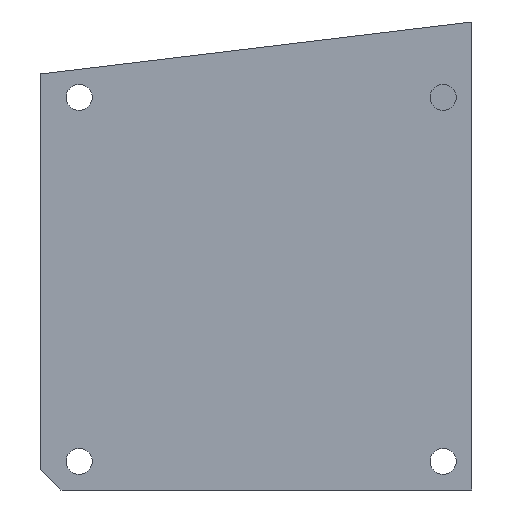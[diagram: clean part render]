
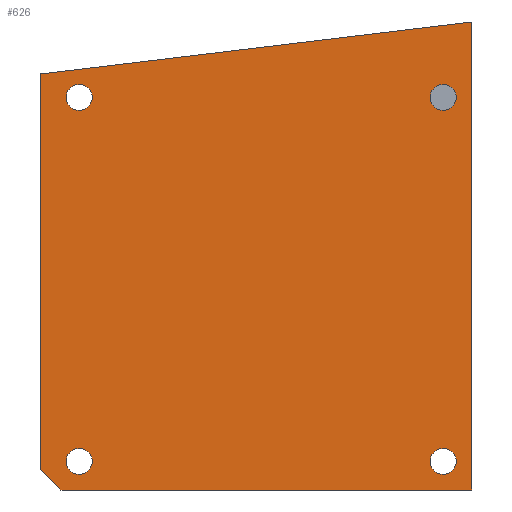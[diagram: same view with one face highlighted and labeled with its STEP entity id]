
A CAD part, left-side view. The second image highlights one B-rep face of the part: STEP entity #626.
In plain terms, the highlighted planar face has unit normal (-1, 0, 0).
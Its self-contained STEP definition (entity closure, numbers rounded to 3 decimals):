
#9 = CIRCLE ( 'NONE', #169, 1.25 ) ;
#23 = VERTEX_POINT ( 'NONE', #1204 ) ;
#39 = CIRCLE ( 'NONE', #617, 1.25 ) ;
#42 = VECTOR ( 'NONE', #512, 1000. ) ;
#48 = DIRECTION ( 'NONE',  ( 0., -1., 0. ) ) ;
#65 = CARTESIAN_POINT ( 'NONE',  ( -23.5, 2.75, -42.25 ) ) ;
#86 = CIRCLE ( 'NONE', #1164, 1.25 ) ;
#93 = CARTESIAN_POINT ( 'NONE',  ( -23.5, 41.5, -5. ) ) ;
#103 = CIRCLE ( 'NONE', #242, 1.25 ) ;
#115 = EDGE_LOOP ( 'NONE', ( #334, #1045 ) ) ;
#160 = CARTESIAN_POINT ( 'NONE',  ( -23.5, 2.75, -43.5 ) ) ;
#164 = DIRECTION ( 'NONE',  ( 0., 0., -1. ) ) ;
#169 = AXIS2_PLACEMENT_3D ( 'NONE', #1831, #1550, #164 ) ;
#174 = EDGE_LOOP ( 'NONE', ( #218, #1269, #1250, #1336, #360 ) ) ;
#176 = EDGE_CURVE ( 'NONE', #502, #506, #1288, .T. ) ;
#183 = VECTOR ( 'NONE', #327, 1000. ) ;
#192 = ORIENTED_EDGE ( 'NONE', *, *, #1606, .T. ) ;
#194 = VERTEX_POINT ( 'NONE', #974 ) ;
#202 = DIRECTION ( 'NONE',  ( 1., 0., 0. ) ) ;
#218 = ORIENTED_EDGE ( 'NONE', *, *, #294, .F. ) ;
#222 = VECTOR ( 'NONE', #1101, 1000. ) ;
#229 = DIRECTION ( 'NONE',  ( 0., 0., -1. ) ) ;
#231 = EDGE_LOOP ( 'NONE', ( #1913, #1592 ) ) ;
#234 = CARTESIAN_POINT ( 'NONE',  ( -23.5, 0., -45. ) ) ;
#242 = AXIS2_PLACEMENT_3D ( 'NONE', #1598, #1564, #655 ) ;
#250 = FACE_OUTER_BOUND ( 'NONE', #174, .T. ) ;
#261 = EDGE_CURVE ( 'NONE', #1276, #23, #86, .T. ) ;
#294 = EDGE_CURVE ( 'NONE', #1724, #928, #721, .T. ) ;
#327 = DIRECTION ( 'NONE',  ( 0., 0., -1. ) ) ;
#328 = VERTEX_POINT ( 'NONE', #1009 ) ;
#334 = ORIENTED_EDGE ( 'NONE', *, *, #1712, .F. ) ;
#338 = VERTEX_POINT ( 'NONE', #234 ) ;
#360 = ORIENTED_EDGE ( 'NONE', *, *, #1757, .F. ) ;
#363 = ORIENTED_EDGE ( 'NONE', *, *, #1647, .T. ) ;
#368 = CIRCLE ( 'NONE', #1249, 1.25 ) ;
#375 = DIRECTION ( 'NONE',  ( -1., 0., 0. ) ) ;
#383 = DIRECTION ( 'NONE',  ( 1., 0., 0. ) ) ;
#455 = DIRECTION ( 'NONE',  ( 0., 0., -1. ) ) ;
#460 = CARTESIAN_POINT ( 'NONE',  ( -23.5, 2.75, -7.25 ) ) ;
#473 = VERTEX_POINT ( 'NONE', #720 ) ;
#502 = VERTEX_POINT ( 'NONE', #1810 ) ;
#506 = VERTEX_POINT ( 'NONE', #1331 ) ;
#512 = DIRECTION ( 'NONE',  ( 0., 0., 1. ) ) ;
#513 = AXIS2_PLACEMENT_3D ( 'NONE', #1158, #717, #1617 ) ;
#520 = EDGE_CURVE ( 'NONE', #1724, #1149, #1885, .T. ) ;
#521 = EDGE_LOOP ( 'NONE', ( #995, #1091 ) ) ;
#530 = CARTESIAN_POINT ( 'NONE',  ( -23.5, 41.5, -5. ) ) ;
#536 = CARTESIAN_POINT ( 'NONE',  ( -23.5, 41.5, -45. ) ) ;
#553 = EDGE_CURVE ( 'NONE', #473, #338, #1721, .T. ) ;
#571 = CIRCLE ( 'NONE', #1350, 1.25 ) ;
#572 = CARTESIAN_POINT ( 'NONE',  ( -23.5, 0., -45. ) ) ;
#600 = FACE_BOUND ( 'NONE', #115, .T. ) ;
#617 = AXIS2_PLACEMENT_3D ( 'NONE', #65, #383, #1888 ) ;
#626 = ADVANCED_FACE ( 'NONE', ( #1212, #653, #1480, #250, #600 ), #1526, .F. ) ;
#653 = FACE_BOUND ( 'NONE', #1846, .T. ) ;
#655 = DIRECTION ( 'NONE',  ( 0., 0., -1. ) ) ;
#717 = DIRECTION ( 'NONE',  ( 1., 0., 0. ) ) ;
#720 = CARTESIAN_POINT ( 'NONE',  ( -23.5, 0., 0. ) ) ;
#721 = LINE ( 'NONE', #536, #42 ) ;
#754 = CARTESIAN_POINT ( 'NONE',  ( -23.5, 39.5, -45. ) ) ;
#764 = DIRECTION ( 'NONE',  ( 1., 0., 0. ) ) ;
#789 = VECTOR ( 'NONE', #48, 1000. ) ;
#811 = DIRECTION ( 'NONE',  ( 0., 0., -1. ) ) ;
#835 = CARTESIAN_POINT ( 'NONE',  ( -23.5, 41.5, -43. ) ) ;
#840 = EDGE_CURVE ( 'NONE', #194, #1172, #39, .T. ) ;
#851 = CARTESIAN_POINT ( 'NONE',  ( -23.5, 37.75, -6. ) ) ;
#912 = AXIS2_PLACEMENT_3D ( 'NONE', #982, #1581, #229 ) ;
#913 = LINE ( 'NONE', #957, #789 ) ;
#924 = CARTESIAN_POINT ( 'NONE',  ( -23.5, 0., 0. ) ) ;
#928 = VERTEX_POINT ( 'NONE', #530 ) ;
#957 = CARTESIAN_POINT ( 'NONE',  ( -23.5, 41.5, -45. ) ) ;
#974 = CARTESIAN_POINT ( 'NONE',  ( -23.5, 2.75, -41. ) ) ;
#982 = CARTESIAN_POINT ( 'NONE',  ( -23.5, 2.75, -7.25 ) ) ;
#995 = ORIENTED_EDGE ( 'NONE', *, *, #1848, .T. ) ;
#1009 = CARTESIAN_POINT ( 'NONE',  ( -23.5, 37.75, -8.5 ) ) ;
#1045 = ORIENTED_EDGE ( 'NONE', *, *, #261, .F. ) ;
#1091 = ORIENTED_EDGE ( 'NONE', *, *, #840, .T. ) ;
#1101 = DIRECTION ( 'NONE',  ( 0., -0.993, 0.12 ) ) ;
#1106 = CARTESIAN_POINT ( 'NONE',  ( -23.5, 37.75, -7.25 ) ) ;
#1132 = AXIS2_PLACEMENT_3D ( 'NONE', #924, #764, #1817 ) ;
#1149 = VERTEX_POINT ( 'NONE', #754 ) ;
#1158 = CARTESIAN_POINT ( 'NONE',  ( -23.5, 2.75, -42.25 ) ) ;
#1164 = AXIS2_PLACEMENT_3D ( 'NONE', #1274, #375, #811 ) ;
#1172 = VERTEX_POINT ( 'NONE', #160 ) ;
#1204 = CARTESIAN_POINT ( 'NONE',  ( -23.5, 37.75, -43.5 ) ) ;
#1212 = FACE_BOUND ( 'NONE', #231, .T. ) ;
#1249 = AXIS2_PLACEMENT_3D ( 'NONE', #1106, #202, #1871 ) ;
#1250 = ORIENTED_EDGE ( 'NONE', *, *, #1279, .T. ) ;
#1269 = ORIENTED_EDGE ( 'NONE', *, *, #520, .T. ) ;
#1274 = CARTESIAN_POINT ( 'NONE',  ( -23.5, 37.75, -42.25 ) ) ;
#1276 = VERTEX_POINT ( 'NONE', #1864 ) ;
#1279 = EDGE_CURVE ( 'NONE', #1149, #338, #913, .T. ) ;
#1288 = CIRCLE ( 'NONE', #912, 1.25 ) ;
#1330 = DIRECTION ( 'NONE',  ( 1., 0., 0. ) ) ;
#1331 = CARTESIAN_POINT ( 'NONE',  ( -23.5, 2.75, -6. ) ) ;
#1336 = ORIENTED_EDGE ( 'NONE', *, *, #553, .F. ) ;
#1337 = DIRECTION ( 'NONE',  ( 0., -0.707, -0.707 ) ) ;
#1350 = AXIS2_PLACEMENT_3D ( 'NONE', #460, #1330, #455 ) ;
#1476 = EDGE_CURVE ( 'NONE', #506, #502, #571, .T. ) ;
#1480 = FACE_BOUND ( 'NONE', #521, .T. ) ;
#1526 = PLANE ( 'NONE',  #1132 ) ;
#1550 = DIRECTION ( 'NONE',  ( 1., 0., 0. ) ) ;
#1564 = DIRECTION ( 'NONE',  ( -1., 0., 0. ) ) ;
#1581 = DIRECTION ( 'NONE',  ( 1., 0., 0. ) ) ;
#1584 = VECTOR ( 'NONE', #1337, 1000. ) ;
#1592 = ORIENTED_EDGE ( 'NONE', *, *, #176, .T. ) ;
#1598 = CARTESIAN_POINT ( 'NONE',  ( -23.5, 37.75, -42.25 ) ) ;
#1606 = EDGE_CURVE ( 'NONE', #328, #1919, #9, .T. ) ;
#1617 = DIRECTION ( 'NONE',  ( 0., 0., -1. ) ) ;
#1647 = EDGE_CURVE ( 'NONE', #1919, #328, #368, .T. ) ;
#1712 = EDGE_CURVE ( 'NONE', #23, #1276, #103, .T. ) ;
#1721 = LINE ( 'NONE', #572, #183 ) ;
#1724 = VERTEX_POINT ( 'NONE', #835 ) ;
#1757 = EDGE_CURVE ( 'NONE', #928, #473, #1833, .T. ) ;
#1785 = CIRCLE ( 'NONE', #513, 1.25 ) ;
#1810 = CARTESIAN_POINT ( 'NONE',  ( -23.5, 2.75, -8.5 ) ) ;
#1817 = DIRECTION ( 'NONE',  ( 0., 0., -1. ) ) ;
#1831 = CARTESIAN_POINT ( 'NONE',  ( -23.5, 37.75, -7.25 ) ) ;
#1833 = LINE ( 'NONE', #93, #222 ) ;
#1846 = EDGE_LOOP ( 'NONE', ( #192, #363 ) ) ;
#1848 = EDGE_CURVE ( 'NONE', #1172, #194, #1785, .T. ) ;
#1864 = CARTESIAN_POINT ( 'NONE',  ( -23.5, 37.75, -41. ) ) ;
#1871 = DIRECTION ( 'NONE',  ( 0., 0., -1. ) ) ;
#1885 = LINE ( 'NONE', #1955, #1584 ) ;
#1888 = DIRECTION ( 'NONE',  ( 0., 0., -1. ) ) ;
#1913 = ORIENTED_EDGE ( 'NONE', *, *, #1476, .T. ) ;
#1919 = VERTEX_POINT ( 'NONE', #851 ) ;
#1955 = CARTESIAN_POINT ( 'NONE',  ( -23.5, 39.5, -45. ) ) ;
